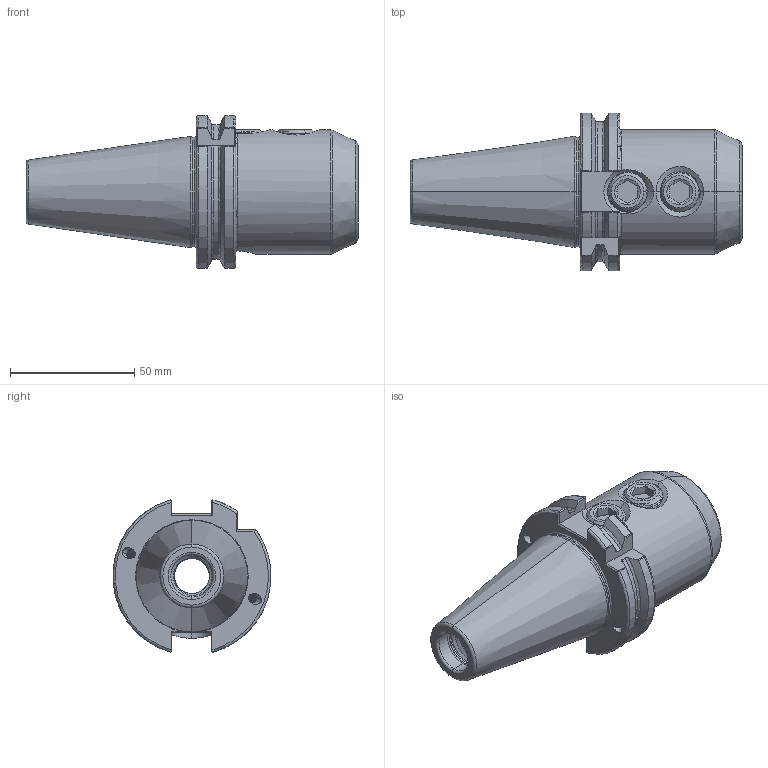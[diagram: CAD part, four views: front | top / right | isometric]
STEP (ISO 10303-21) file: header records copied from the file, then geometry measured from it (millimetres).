
FILE_DESCRIPTION (( 'STEP AP203' ), '1' );
FILE_NAME ('403.04.32.0.STEP', '2016-11-25T07:33:39', ( '' ), ( '' ), 'SwSTEP 2.0', 'SolidWorks 2012', '' );
FILE_SCHEMA (( 'CONFIG_CONTROL_DESIGN' ));
Length unit declared in the file: millimetre
Products named in the file (3): 403.04.32.0; 側固25&32短式_M16x1_10L
Assembly tree (3 placements, depth 2):
  403.04.32.0
    403.04.32.0
    側固25&32短式_M16x1_10L  x2
Bounding box: 133.4 x 63.41 x 61.24 mm (x, y, z)
Volume: 136252.4 mm3; surface area: 37750.6 mm2
Topology: 3 solids, 3 shells, 376 faces, 1060 edges, 676 vertices
Faces by surface type: cylinder 173, plane 69, cone 51, bspline 49, torus 34
Entity records: 34371 total; most frequent: CARTESIAN_POINT 26563, ORIENTED_EDGE 1900, DIRECTION 1187, EDGE_CURVE 950, VERTEX_POINT 613, AXIS2_PLACEMENT_3D 461, EDGE_LOOP 355, FACE_OUTER_BOUND 341
